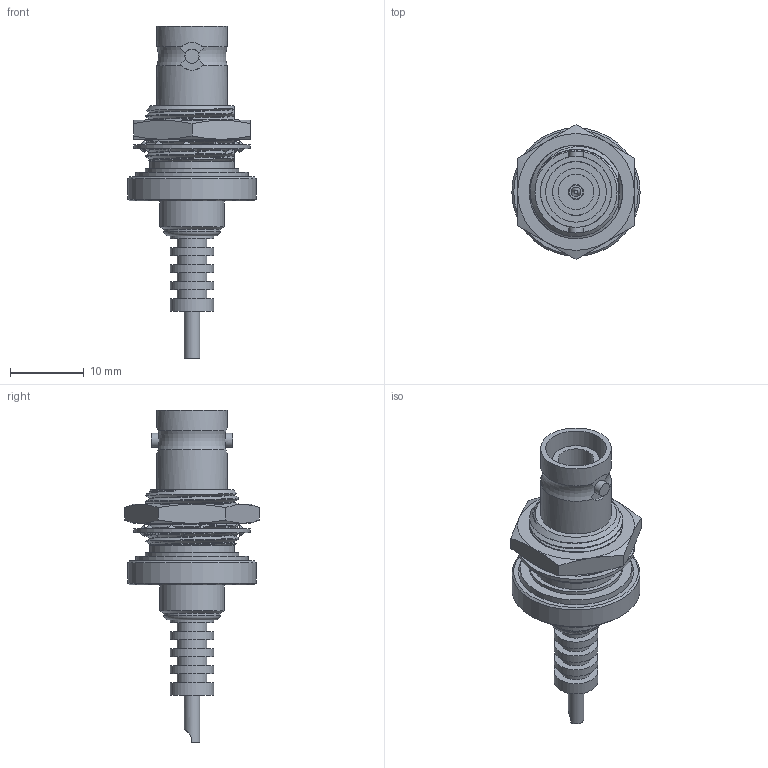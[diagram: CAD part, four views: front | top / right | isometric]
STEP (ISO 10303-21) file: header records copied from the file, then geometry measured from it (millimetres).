
FILE_DESCRIPTION (( 'STEP AP203' ), '1' );
FILE_NAME ('PE4499_3D.step', '2021-03-17T15:14:04', ( '' ), ( '' ), 'SwSTEP 2.0', 'SolidWorks 2020', '' );
FILE_SCHEMA (( 'CONFIG_CONTROL_DESIGN' ));
Length unit declared in the file: inch
Products named in the file (1): PE4499_3D
Bounding box: 17.45 x 18.33 x 45.16 mm (x, y, z)
Volume: 2815.7 mm3; surface area: 4016.3 mm2
Topology: 4 solids, 4 shells, 202 faces, 541 edges, 367 vertices
Faces by surface type: bspline 72, cylinder 53, plane 52, cone 21, torus 4
Full cylindrical faces by diameter (mm): 1.27 x1, 1.397 x1, 1.918 x2, 2.083 x2, 4.026 x4, 4.826 x1, 5.931 x5, 6.35 x1, 7.645 x1, 8.255 x1, 8.814 x1, 9.652 x2, 11.494 x1, 12.7 x2, 15.24 x1, 15.703 x1, 15.875 x1, 17.45 x1
Entity records: 16722 total; most frequent: CARTESIAN_POINT 12589, ORIENTED_EDGE 978, DIRECTION 578, EDGE_CURVE 489, VERTEX_POINT 352, EDGE_LOOP 263, AXIS2_PLACEMENT_3D 258, B_SPLINE_CURVE_WITH_KNOTS 241
